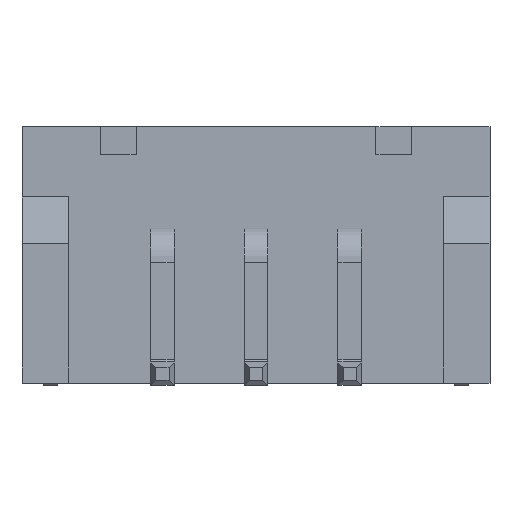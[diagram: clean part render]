
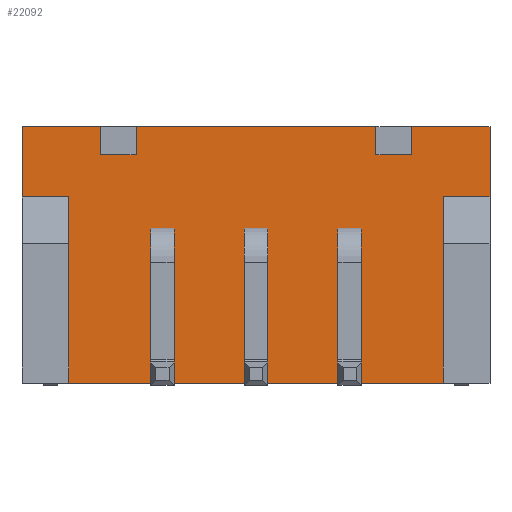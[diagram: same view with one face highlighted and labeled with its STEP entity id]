
A CAD part, front view. The second image highlights one B-rep face of the part: STEP entity #22092.
In plain terms, the highlighted planar face has unit normal (0, -1, 0).
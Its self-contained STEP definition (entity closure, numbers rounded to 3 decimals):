
#224 = ORIENTED_EDGE ( 'NONE', *, *, #20020, .T. ) ;
#402 = CARTESIAN_POINT ( 'NONE',  ( -4., -1.88, 4.727 ) ) ;
#570 = VERTEX_POINT ( 'NONE', #14076 ) ;
#797 = CARTESIAN_POINT ( 'NONE',  ( 5., -1.88, 5.48 ) ) ;
#806 = VECTOR ( 'NONE', #19085, 1000. ) ;
#926 = CARTESIAN_POINT ( 'NONE',  ( 5., -1.88, 5.48 ) ) ;
#1002 = CARTESIAN_POINT ( 'NONE',  ( -2.562, -1.88, 5.48 ) ) ;
#1321 = CARTESIAN_POINT ( 'NONE',  ( -3.328, -1.88, 4.88 ) ) ;
#1345 = ORIENTED_EDGE ( 'NONE', *, *, #12653, .T. ) ;
#1772 = ORIENTED_EDGE ( 'NONE', *, *, #11181, .T. ) ;
#2194 = ORIENTED_EDGE ( 'NONE', *, *, #10067, .F. ) ;
#2253 = LINE ( 'NONE', #797, #16806 ) ;
#2322 = VECTOR ( 'NONE', #3274, 1000. ) ;
#2624 = VERTEX_POINT ( 'NONE', #3009 ) ;
#2833 = DIRECTION ( 'NONE',  ( -1., 0., 0. ) ) ;
#3009 = CARTESIAN_POINT ( 'NONE',  ( 4., -1.88, 0. ) ) ;
#3155 = VERTEX_POINT ( 'NONE', #8045 ) ;
#3229 = VERTEX_POINT ( 'NONE', #12681 ) ;
#3274 = DIRECTION ( 'NONE',  ( 1., 0., 0. ) ) ;
#3560 = ORIENTED_EDGE ( 'NONE', *, *, #11207, .T. ) ;
#3705 = VECTOR ( 'NONE', #6777, 1000. ) ;
#3756 = LINE ( 'NONE', #12399, #10416 ) ;
#3861 = CARTESIAN_POINT ( 'NONE',  ( 4., -1.88, 3.976 ) ) ;
#3999 = CARTESIAN_POINT ( 'NONE',  ( -4., -1.88, 3.976 ) ) ;
#4185 = PLANE ( 'NONE',  #15793 ) ;
#4481 = VECTOR ( 'NONE', #6038, 1000. ) ;
#4569 = LINE ( 'NONE', #1321, #13694 ) ;
#4705 = CARTESIAN_POINT ( 'NONE',  ( -3.328, -1.88, 4.88 ) ) ;
#4757 = LINE ( 'NONE', #8421, #5618 ) ;
#5147 = EDGE_CURVE ( 'NONE', #18458, #5152, #19877, .T. ) ;
#5152 = VERTEX_POINT ( 'NONE', #9614 ) ;
#5264 = CARTESIAN_POINT ( 'NONE',  ( -2.562, -1.88, 4.88 ) ) ;
#5270 = CARTESIAN_POINT ( 'NONE',  ( 4., -1.88, 4.727 ) ) ;
#5504 = ORIENTED_EDGE ( 'NONE', *, *, #14496, .F. ) ;
#5618 = VECTOR ( 'NONE', #13619, 1000. ) ;
#6038 = DIRECTION ( 'NONE',  ( -1., 0., 0. ) ) ;
#6391 = ORIENTED_EDGE ( 'NONE', *, *, #14508, .T. ) ;
#6684 = LINE ( 'NONE', #5270, #14409 ) ;
#6777 = DIRECTION ( 'NONE',  ( 0., 0., 1. ) ) ;
#6962 = CARTESIAN_POINT ( 'NONE',  ( -3.328, -1.88, 5.48 ) ) ;
#6996 = VECTOR ( 'NONE', #15841, 1000. ) ;
#7103 = LINE ( 'NONE', #402, #21622 ) ;
#7294 = CARTESIAN_POINT ( 'NONE',  ( 0., -1.88, 5.48 ) ) ;
#7931 = VERTEX_POINT ( 'NONE', #5264 ) ;
#8045 = CARTESIAN_POINT ( 'NONE',  ( 3.328, -1.88, 4.88 ) ) ;
#8235 = DIRECTION ( 'NONE',  ( 0., 0., -1. ) ) ;
#8293 = ORIENTED_EDGE ( 'NONE', *, *, #14588, .T. ) ;
#8421 = CARTESIAN_POINT ( 'NONE',  ( 0., -1.88, 5.48 ) ) ;
#9000 = LINE ( 'NONE', #15509, #806 ) ;
#9063 = ORIENTED_EDGE ( 'NONE', *, *, #12174, .T. ) ;
#9416 = VERTEX_POINT ( 'NONE', #6962 ) ;
#9443 = VERTEX_POINT ( 'NONE', #926 ) ;
#9614 = CARTESIAN_POINT ( 'NONE',  ( -5., -1.88, 3.976 ) ) ;
#10067 = EDGE_CURVE ( 'NONE', #17038, #5152, #15203, .T. ) ;
#10217 = ORIENTED_EDGE ( 'NONE', *, *, #15837, .T. ) ;
#10416 = VECTOR ( 'NONE', #15959, 1000. ) ;
#10468 = LINE ( 'NONE', #7294, #6996 ) ;
#10483 = VERTEX_POINT ( 'NONE', #18023 ) ;
#10503 = EDGE_CURVE ( 'NONE', #3155, #15924, #14889, .T. ) ;
#10937 = VECTOR ( 'NONE', #11727, 1000. ) ;
#11155 = DIRECTION ( 'NONE',  ( 0., 0., 1. ) ) ;
#11181 = EDGE_CURVE ( 'NONE', #9443, #3229, #4757, .T. ) ;
#11207 = EDGE_CURVE ( 'NONE', #9416, #18458, #10468, .T. ) ;
#11244 = DIRECTION ( 'NONE',  ( 0., 1., 0. ) ) ;
#11645 = DIRECTION ( 'NONE',  ( -1., 0., 0. ) ) ;
#11689 = VECTOR ( 'NONE', #8235, 1000. ) ;
#11727 = DIRECTION ( 'NONE',  ( -1., 0., 0. ) ) ;
#11823 = ORIENTED_EDGE ( 'NONE', *, *, #17018, .F. ) ;
#11927 = ORIENTED_EDGE ( 'NONE', *, *, #16651, .T. ) ;
#12174 = EDGE_CURVE ( 'NONE', #570, #2624, #20035, .T. ) ;
#12399 = CARTESIAN_POINT ( 'NONE',  ( 7., -1.88, 3.976 ) ) ;
#12653 = EDGE_CURVE ( 'NONE', #17038, #570, #7103, .T. ) ;
#12681 = CARTESIAN_POINT ( 'NONE',  ( 3.328, -1.88, 5.48 ) ) ;
#12705 = FACE_OUTER_BOUND ( 'NONE', #16866, .T. ) ;
#12720 = LINE ( 'NONE', #18180, #15082 ) ;
#12940 = CARTESIAN_POINT ( 'NONE',  ( 0., -1.88, 5.48 ) ) ;
#13619 = DIRECTION ( 'NONE',  ( -1., 0., 0. ) ) ;
#13694 = VECTOR ( 'NONE', #11645, 1000. ) ;
#13827 = EDGE_CURVE ( 'NONE', #9443, #10483, #2253, .T. ) ;
#14076 = CARTESIAN_POINT ( 'NONE',  ( -4., -1.88, 0. ) ) ;
#14365 = DIRECTION ( 'NONE',  ( 0., 0., -1. ) ) ;
#14409 = VECTOR ( 'NONE', #17230, 1000. ) ;
#14496 = EDGE_CURVE ( 'NONE', #10483, #20946, #3756, .T. ) ;
#14501 = CARTESIAN_POINT ( 'NONE',  ( 7., -1.88, 5.48 ) ) ;
#14508 = EDGE_CURVE ( 'NONE', #15924, #21599, #12720, .T. ) ;
#14588 = EDGE_CURVE ( 'NONE', #21599, #15727, #21189, .T. ) ;
#14629 = CARTESIAN_POINT ( 'NONE',  ( 2.562, -1.88, 4.88 ) ) ;
#14889 = LINE ( 'NONE', #19987, #4481 ) ;
#15022 = ORIENTED_EDGE ( 'NONE', *, *, #13827, .F. ) ;
#15082 = VECTOR ( 'NONE', #11155, 1000. ) ;
#15203 = LINE ( 'NONE', #16749, #10937 ) ;
#15281 = EDGE_CURVE ( 'NONE', #3155, #3229, #9000, .T. ) ;
#15319 = LINE ( 'NONE', #22117, #3705 ) ;
#15509 = CARTESIAN_POINT ( 'NONE',  ( 3.328, -1.88, 5.28 ) ) ;
#15569 = ORIENTED_EDGE ( 'NONE', *, *, #10503, .T. ) ;
#15727 = VERTEX_POINT ( 'NONE', #1002 ) ;
#15793 = AXIS2_PLACEMENT_3D ( 'NONE', #14501, #11244, #19811 ) ;
#15837 = EDGE_CURVE ( 'NONE', #16536, #9416, #18809, .T. ) ;
#15841 = DIRECTION ( 'NONE',  ( -1., 0., 0. ) ) ;
#15906 = ORIENTED_EDGE ( 'NONE', *, *, #15281, .F. ) ;
#15924 = VERTEX_POINT ( 'NONE', #14629 ) ;
#15959 = DIRECTION ( 'NONE',  ( -1., 0., 0. ) ) ;
#16536 = VERTEX_POINT ( 'NONE', #4705 ) ;
#16651 = EDGE_CURVE ( 'NONE', #2624, #20946, #6684, .T. ) ;
#16749 = CARTESIAN_POINT ( 'NONE',  ( 7., -1.88, 3.976 ) ) ;
#16806 = VECTOR ( 'NONE', #14365, 1000. ) ;
#16813 = CARTESIAN_POINT ( 'NONE',  ( -5., -1.88, 5.48 ) ) ;
#16866 = EDGE_LOOP ( 'NONE', ( #15569, #6391, #8293, #11823, #224, #10217, #3560, #18451, #2194, #1345, #9063, #11927, #5504, #15022, #1772, #15906 ) ) ;
#16889 = CARTESIAN_POINT ( 'NONE',  ( -5., -1.88, 5.48 ) ) ;
#16902 = DIRECTION ( 'NONE',  ( 0., 0., 1. ) ) ;
#17018 = EDGE_CURVE ( 'NONE', #7931, #15727, #15319, .T. ) ;
#17038 = VERTEX_POINT ( 'NONE', #3999 ) ;
#17230 = DIRECTION ( 'NONE',  ( 0., 0., 1. ) ) ;
#17597 = VECTOR ( 'NONE', #16902, 1000. ) ;
#17930 = VECTOR ( 'NONE', #2833, 1000. ) ;
#18023 = CARTESIAN_POINT ( 'NONE',  ( 5., -1.88, 3.976 ) ) ;
#18180 = CARTESIAN_POINT ( 'NONE',  ( 2.562, -1.88, 5.28 ) ) ;
#18451 = ORIENTED_EDGE ( 'NONE', *, *, #5147, .T. ) ;
#18458 = VERTEX_POINT ( 'NONE', #16813 ) ;
#18476 = DIRECTION ( 'NONE',  ( 0., 0., -1. ) ) ;
#18613 = CARTESIAN_POINT ( 'NONE',  ( -4., -1.88, 0. ) ) ;
#18700 = CARTESIAN_POINT ( 'NONE',  ( -3.328, -1.88, 5.28 ) ) ;
#18809 = LINE ( 'NONE', #18700, #17597 ) ;
#19085 = DIRECTION ( 'NONE',  ( 0., 0., 1. ) ) ;
#19811 = DIRECTION ( 'NONE',  ( 0., 0., 1. ) ) ;
#19877 = LINE ( 'NONE', #16889, #11689 ) ;
#19987 = CARTESIAN_POINT ( 'NONE',  ( 2.562, -1.88, 4.88 ) ) ;
#20020 = EDGE_CURVE ( 'NONE', #7931, #16536, #4569, .T. ) ;
#20035 = LINE ( 'NONE', #18613, #2322 ) ;
#20946 = VERTEX_POINT ( 'NONE', #3861 ) ;
#21141 = CARTESIAN_POINT ( 'NONE',  ( 2.562, -1.88, 5.48 ) ) ;
#21189 = LINE ( 'NONE', #12940, #17930 ) ;
#21599 = VERTEX_POINT ( 'NONE', #21141 ) ;
#21622 = VECTOR ( 'NONE', #18476, 1000. ) ;
#22092 = ADVANCED_FACE ( 'NONE', ( #12705 ), #4185, .F. ) ;
#22117 = CARTESIAN_POINT ( 'NONE',  ( -2.562, -1.88, 5.28 ) ) ;
